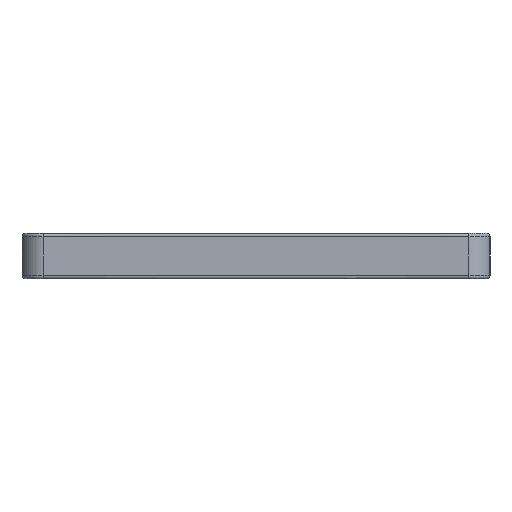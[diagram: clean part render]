
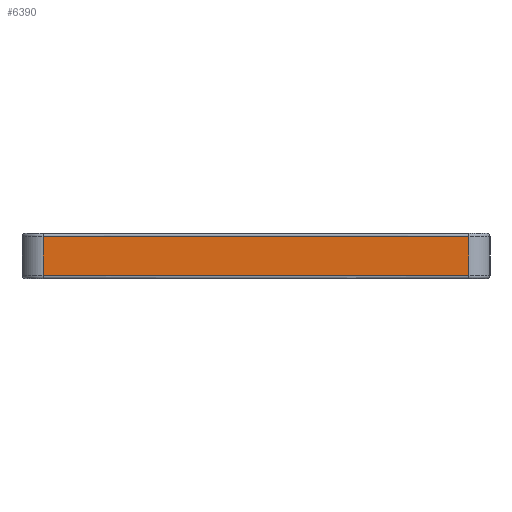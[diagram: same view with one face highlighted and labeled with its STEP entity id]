
A CAD part, left-side view. The second image highlights one B-rep face of the part: STEP entity #6390.
In plain terms, the highlighted planar face has unit normal (-1, 0, 0).
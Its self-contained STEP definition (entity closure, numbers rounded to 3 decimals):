
#631 = CARTESIAN_POINT ( 'NONE',  ( -160.868, -74.189, 8.4 ) ) ;
#706 = AXIS2_PLACEMENT_3D ( 'NONE', #8839, #1267, #4224 ) ;
#1267 = DIRECTION ( 'NONE',  ( 1., 0., 0. ) ) ;
#1510 = CARTESIAN_POINT ( 'NONE',  ( -160.868, -74.189, 8.4 ) ) ;
#1731 = EDGE_CURVE ( 'NONE', #7151, #6018, #5468, .T. ) ;
#1809 = CARTESIAN_POINT ( 'NONE',  ( -160.868, -26.856, -4.3 ) ) ;
#2276 = CARTESIAN_POINT ( 'NONE',  ( -160.868, -26.856, 8.4 ) ) ;
#2642 = CARTESIAN_POINT ( 'NONE',  ( -160.868, -74.189, -4.3 ) ) ;
#2843 = VERTEX_POINT ( 'NONE', #4233 ) ;
#3413 = CARTESIAN_POINT ( 'NONE',  ( -160.868, 20.477, -4.3 ) ) ;
#3481 = DIRECTION ( 'NONE',  ( 0., 0., 1. ) ) ;
#4195 = EDGE_CURVE ( 'NONE', #2843, #8296, #4877, .T. ) ;
#4215 = CARTESIAN_POINT ( 'NONE',  ( -160.868, 67.811, -5.5 ) ) ;
#4224 = DIRECTION ( 'NONE',  ( 0., 0., -1. ) ) ;
#4233 = CARTESIAN_POINT ( 'NONE',  ( -160.868, 67.811, -4.3 ) ) ;
#4402 = EDGE_CURVE ( 'NONE', #8296, #7151, #7504, .T. ) ;
#4877 = B_SPLINE_CURVE_WITH_KNOTS ( 'NONE', 3,
 ( #7039, #3413, #1809, #2642 ),
 .UNSPECIFIED., .F., .F.,
 ( 4, 4 ),
 ( 0., 1. ),
 .UNSPECIFIED. ) ;
#5010 = DIRECTION ( 'NONE',  ( 0., 0., 1. ) ) ;
#5190 = CARTESIAN_POINT ( 'NONE',  ( -160.868, 67.811, 8.4 ) ) ;
#5247 = CARTESIAN_POINT ( 'NONE',  ( -160.868, 20.477, 8.4 ) ) ;
#5468 = B_SPLINE_CURVE_WITH_KNOTS ( 'NONE', 3,
 ( #1510, #2276, #5247, #5190 ),
 .UNSPECIFIED., .F., .F.,
 ( 4, 4 ),
 ( 0., 1. ),
 .UNSPECIFIED. ) ;
#5563 = VECTOR ( 'NONE', #3481, 1000. ) ;
#5849 = EDGE_LOOP ( 'NONE', ( #8251, #6414, #6333, #5854 ) ) ;
#5854 = ORIENTED_EDGE ( 'NONE', *, *, #1731, .T. ) ;
#5920 = PLANE ( 'NONE',  #706 ) ;
#6013 = VECTOR ( 'NONE', #5010, 1000. ) ;
#6018 = VERTEX_POINT ( 'NONE', #8186 ) ;
#6333 = ORIENTED_EDGE ( 'NONE', *, *, #4402, .T. ) ;
#6390 = ADVANCED_FACE ( 'NONE', ( #7894 ), #5920, .F. ) ;
#6414 = ORIENTED_EDGE ( 'NONE', *, *, #4195, .T. ) ;
#7039 = CARTESIAN_POINT ( 'NONE',  ( -160.868, 67.811, -4.3 ) ) ;
#7114 = LINE ( 'NONE', #4215, #5563 ) ;
#7151 = VERTEX_POINT ( 'NONE', #631 ) ;
#7504 = LINE ( 'NONE', #9350, #6013 ) ;
#7894 = FACE_OUTER_BOUND ( 'NONE', #5849, .T. ) ;
#8186 = CARTESIAN_POINT ( 'NONE',  ( -160.868, 67.811, 8.4 ) ) ;
#8251 = ORIENTED_EDGE ( 'NONE', *, *, #9092, .F. ) ;
#8296 = VERTEX_POINT ( 'NONE', #9086 ) ;
#8839 = CARTESIAN_POINT ( 'NONE',  ( -160.868, -74.189, -5.5 ) ) ;
#9086 = CARTESIAN_POINT ( 'NONE',  ( -160.868, -74.189, -4.3 ) ) ;
#9092 = EDGE_CURVE ( 'NONE', #2843, #6018, #7114, .T. ) ;
#9350 = CARTESIAN_POINT ( 'NONE',  ( -160.868, -74.189, -5.5 ) ) ;
